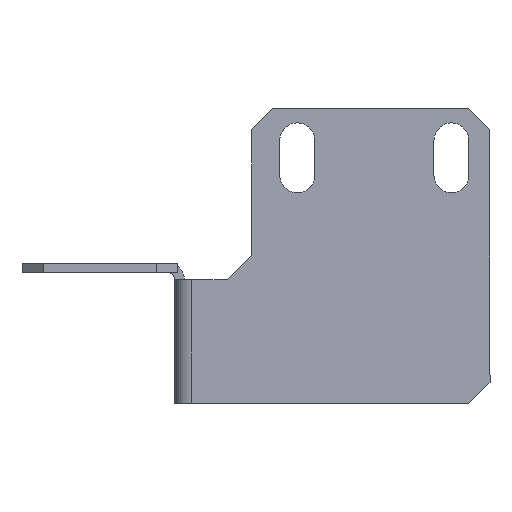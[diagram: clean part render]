
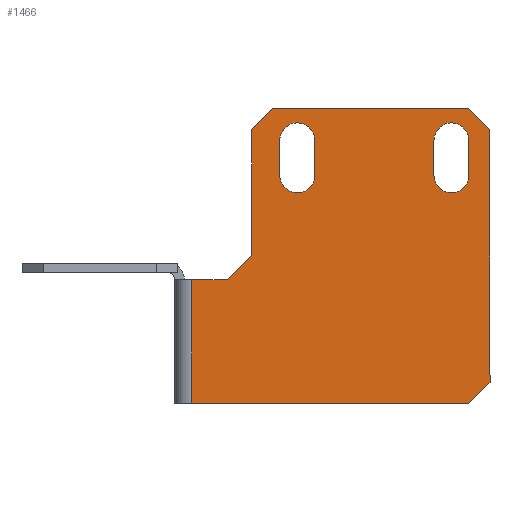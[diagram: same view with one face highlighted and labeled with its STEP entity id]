
A CAD part, front view. The second image highlights one B-rep face of the part: STEP entity #1466.
In plain terms, the highlighted planar face has unit normal (0, -1, 0).
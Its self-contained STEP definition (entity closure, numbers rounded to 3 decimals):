
#16 = ORIENTED_EDGE ( 'NONE', *, *, #183, .T. ) ;
#22 = DIRECTION ( 'NONE',  ( 0., 1., 0. ) ) ;
#34 = CIRCLE ( 'NONE', #92, 2.5 ) ;
#60 = EDGE_CURVE ( 'NONE', #1641, #323, #1235, .T. ) ;
#66 = CARTESIAN_POINT ( 'NONE',  ( 39.3, 7.6, 17.5 ) ) ;
#71 = ORIENTED_EDGE ( 'NONE', *, *, #769, .T. ) ;
#81 = EDGE_CURVE ( 'NONE', #139, #105, #1560, .T. ) ;
#92 = AXIS2_PLACEMENT_3D ( 'NONE', #1791, #519, #1819 ) ;
#105 = VERTEX_POINT ( 'NONE', #131 ) ;
#131 = CARTESIAN_POINT ( 'NONE',  ( 63.8, 7.6, 17.5 ) ) ;
#139 = VERTEX_POINT ( 'NONE', #1564 ) ;
#140 = DIRECTION ( 'NONE',  ( -1., 0., 0. ) ) ;
#142 = AXIS2_PLACEMENT_3D ( 'NONE', #706, #22, #1148 ) ;
#148 = DIRECTION ( 'NONE',  ( -1., 0., 0. ) ) ;
#150 = ORIENTED_EDGE ( 'NONE', *, *, #542, .T. ) ;
#154 = CARTESIAN_POINT ( 'NONE',  ( 58.8, 7.6, 0. ) ) ;
#172 = VECTOR ( 'NONE', #1359, 1000. ) ;
#180 = FACE_BOUND ( 'NONE', #550, .T. ) ;
#183 = EDGE_CURVE ( 'NONE', #1657, #139, #1425, .T. ) ;
#220 = VERTEX_POINT ( 'NONE', #460 ) ;
#221 = LINE ( 'NONE', #923, #172 ) ;
#232 = VECTOR ( 'NONE', #1175, 1000. ) ;
#257 = EDGE_LOOP ( 'NONE', ( #477, #893, #916, #1392, #786, #1092, #1114, #71, #1766, #739 ) ) ;
#294 = CARTESIAN_POINT ( 'NONE',  ( 63.8, 7.6, 0. ) ) ;
#297 = ORIENTED_EDGE ( 'NONE', *, *, #1368, .T. ) ;
#298 = CIRCLE ( 'NONE', #689, 2.5 ) ;
#302 = CARTESIAN_POINT ( 'NONE',  ( 29.3, 7.6, -2.4 ) ) ;
#314 = ORIENTED_EDGE ( 'NONE', *, *, #1415, .T. ) ;
#322 = VECTOR ( 'NONE', #1455, 1000. ) ;
#323 = VERTEX_POINT ( 'NONE', #1333 ) ;
#325 = DIRECTION ( 'NONE',  ( -1., 0., 0. ) ) ;
#342 = ORIENTED_EDGE ( 'NONE', *, *, #81, .T. ) ;
#343 = CARTESIAN_POINT ( 'NONE',  ( 66.8, 7.6, 19. ) ) ;
#344 = CARTESIAN_POINT ( 'NONE',  ( 0., 7.6, 0. ) ) ;
#377 = CARTESIAN_POINT ( 'NONE',  ( 63.8, 7.6, 12.5 ) ) ;
#401 = CARTESIAN_POINT ( 'NONE',  ( 32.8, 7.6, 19. ) ) ;
#433 = CARTESIAN_POINT ( 'NONE',  ( 24.2, 7.6, -20. ) ) ;
#442 = VECTOR ( 'NONE', #148, 1000. ) ;
#447 = DIRECTION ( 'NONE',  ( -1., 0., 0. ) ) ;
#448 = VECTOR ( 'NONE', #539, 1000. ) ;
#449 = VERTEX_POINT ( 'NONE', #501 ) ;
#460 = CARTESIAN_POINT ( 'NONE',  ( 63.8, 7.6, -20. ) ) ;
#465 = PLANE ( 'NONE',  #1451 ) ;
#477 = ORIENTED_EDGE ( 'NONE', *, *, #1321, .T. ) ;
#501 = CARTESIAN_POINT ( 'NONE',  ( 32.8, 7.6, 1.1 ) ) ;
#519 = DIRECTION ( 'NONE',  ( 0., 1., 0. ) ) ;
#539 = DIRECTION ( 'NONE',  ( -0.707, 0., -0.707 ) ) ;
#542 = EDGE_CURVE ( 'NONE', #105, #823, #848, .T. ) ;
#550 = EDGE_LOOP ( 'NONE', ( #1787, #632, #297, #1808 ) ) ;
#559 = VECTOR ( 'NONE', #932, 1000. ) ;
#564 = EDGE_CURVE ( 'NONE', #1283, #1365, #1405, .T. ) ;
#570 = LINE ( 'NONE', #1674, #442 ) ;
#576 = EDGE_CURVE ( 'NONE', #1283, #220, #690, .T. ) ;
#581 = CARTESIAN_POINT ( 'NONE',  ( 58.8, 7.6, 12.5 ) ) ;
#599 = DIRECTION ( 'NONE',  ( 0., 0., 1. ) ) ;
#609 = CARTESIAN_POINT ( 'NONE',  ( 24.2, 7.6, -2.4 ) ) ;
#632 = ORIENTED_EDGE ( 'NONE', *, *, #1156, .T. ) ;
#638 = CARTESIAN_POINT ( 'NONE',  ( 66.8, 7.6, 0. ) ) ;
#647 = EDGE_LOOP ( 'NONE', ( #150, #314, #16, #342 ) ) ;
#667 = EDGE_CURVE ( 'NONE', #1150, #1641, #1441, .T. ) ;
#679 = VERTEX_POINT ( 'NONE', #302 ) ;
#683 = VECTOR ( 'NONE', #1618, 1000. ) ;
#689 = AXIS2_PLACEMENT_3D ( 'NONE', #1028, #1606, #447 ) ;
#690 = LINE ( 'NONE', #699, #1298 ) ;
#695 = CARTESIAN_POINT ( 'NONE',  ( 0., 7.6, 22. ) ) ;
#699 = CARTESIAN_POINT ( 'NONE',  ( 0., 7.6, -20. ) ) ;
#706 = CARTESIAN_POINT ( 'NONE',  ( 61.3, 7.6, 17.5 ) ) ;
#721 = CARTESIAN_POINT ( 'NONE',  ( 24.2, 7.6, 22. ) ) ;
#728 = VERTEX_POINT ( 'NONE', #1430 ) ;
#739 = ORIENTED_EDGE ( 'NONE', *, *, #846, .T. ) ;
#741 = DIRECTION ( 'NONE',  ( -1., 0., 0. ) ) ;
#745 = EDGE_CURVE ( 'NONE', #1299, #1203, #895, .T. ) ;
#769 = EDGE_CURVE ( 'NONE', #220, #1038, #1658, .T. ) ;
#786 = ORIENTED_EDGE ( 'NONE', *, *, #1288, .T. ) ;
#787 = EDGE_CURVE ( 'NONE', #1203, #449, #221, .T. ) ;
#823 = VERTEX_POINT ( 'NONE', #377 ) ;
#831 = CARTESIAN_POINT ( 'NONE',  ( 41.8, 7.6, 0. ) ) ;
#838 = VECTOR ( 'NONE', #599, 1000. ) ;
#846 = EDGE_CURVE ( 'NONE', #1100, #1240, #1633, .T. ) ;
#848 = LINE ( 'NONE', #294, #1654 ) ;
#872 = DIRECTION ( 'NONE',  ( 0., 1., 0. ) ) ;
#882 = DIRECTION ( 'NONE',  ( 0., 1., 0. ) ) ;
#893 = ORIENTED_EDGE ( 'NONE', *, *, #745, .T. ) ;
#895 = LINE ( 'NONE', #1310, #232 ) ;
#916 = ORIENTED_EDGE ( 'NONE', *, *, #787, .T. ) ;
#923 = CARTESIAN_POINT ( 'NONE',  ( 32.8, 7.6, -2.4 ) ) ;
#932 = DIRECTION ( 'NONE',  ( -0.707, 0., 0.707 ) ) ;
#971 = DIRECTION ( 'NONE',  ( 1., 0., 0. ) ) ;
#978 = DIRECTION ( 'NONE',  ( 0., 0., 1. ) ) ;
#979 = VECTOR ( 'NONE', #978, 1000. ) ;
#1003 = DIRECTION ( 'NONE',  ( 0., 0., -1. ) ) ;
#1028 = CARTESIAN_POINT ( 'NONE',  ( 61.3, 7.6, 12.5 ) ) ;
#1035 = CARTESIAN_POINT ( 'NONE',  ( 66.8, 7.6, -17. ) ) ;
#1038 = VERTEX_POINT ( 'NONE', #1035 ) ;
#1063 = VECTOR ( 'NONE', #1540, 1000. ) ;
#1069 = CARTESIAN_POINT ( 'NONE',  ( 66.8, 7.6, -17. ) ) ;
#1082 = EDGE_CURVE ( 'NONE', #1038, #1100, #1484, .T. ) ;
#1092 = ORIENTED_EDGE ( 'NONE', *, *, #564, .F. ) ;
#1100 = VERTEX_POINT ( 'NONE', #343 ) ;
#1114 = ORIENTED_EDGE ( 'NONE', *, *, #576, .T. ) ;
#1148 = DIRECTION ( 'NONE',  ( -1., 0., 0. ) ) ;
#1150 = VERTEX_POINT ( 'NONE', #1229 ) ;
#1156 = EDGE_CURVE ( 'NONE', #323, #728, #34, .T. ) ;
#1168 = CARTESIAN_POINT ( 'NONE',  ( 15.85, 7.6, -15.85 ) ) ;
#1175 = DIRECTION ( 'NONE',  ( -0.707, 0., -0.707 ) ) ;
#1186 = VECTOR ( 'NONE', #140, 1000. ) ;
#1203 = VERTEX_POINT ( 'NONE', #401 ) ;
#1229 = CARTESIAN_POINT ( 'NONE',  ( 36.8, 7.6, 17.5 ) ) ;
#1235 = LINE ( 'NONE', #831, #1323 ) ;
#1240 = VERTEX_POINT ( 'NONE', #1692 ) ;
#1242 = AXIS2_PLACEMENT_3D ( 'NONE', #66, #872, #741 ) ;
#1283 = VERTEX_POINT ( 'NONE', #433 ) ;
#1288 = EDGE_CURVE ( 'NONE', #679, #1365, #570, .T. ) ;
#1298 = VECTOR ( 'NONE', #971, 1000. ) ;
#1299 = VERTEX_POINT ( 'NONE', #1828 ) ;
#1310 = CARTESIAN_POINT ( 'NONE',  ( 32.8, 7.6, 19. ) ) ;
#1321 = EDGE_CURVE ( 'NONE', #1240, #1299, #1701, .T. ) ;
#1323 = VECTOR ( 'NONE', #1388, 1000. ) ;
#1333 = CARTESIAN_POINT ( 'NONE',  ( 41.8, 7.6, 12.5 ) ) ;
#1359 = DIRECTION ( 'NONE',  ( 0., 0., -1. ) ) ;
#1365 = VERTEX_POINT ( 'NONE', #609 ) ;
#1368 = EDGE_CURVE ( 'NONE', #728, #1150, #1717, .T. ) ;
#1388 = DIRECTION ( 'NONE',  ( 0., 0., -1. ) ) ;
#1392 = ORIENTED_EDGE ( 'NONE', *, *, #1723, .T. ) ;
#1405 = LINE ( 'NONE', #721, #979 ) ;
#1415 = EDGE_CURVE ( 'NONE', #823, #1657, #298, .T. ) ;
#1425 = LINE ( 'NONE', #154, #1063 ) ;
#1430 = CARTESIAN_POINT ( 'NONE',  ( 36.8, 7.6, 12.5 ) ) ;
#1441 = CIRCLE ( 'NONE', #1242, 2.5 ) ;
#1444 = FACE_BOUND ( 'NONE', #647, .T. ) ;
#1451 = AXIS2_PLACEMENT_3D ( 'NONE', #344, #882, #325 ) ;
#1455 = DIRECTION ( 'NONE',  ( 0., 0., 1. ) ) ;
#1466 = ADVANCED_FACE ( 'NONE', ( #1444, #180, #1616 ), #465, .F. ) ;
#1484 = LINE ( 'NONE', #638, #322 ) ;
#1540 = DIRECTION ( 'NONE',  ( 0., 0., 1. ) ) ;
#1560 = CIRCLE ( 'NONE', #142, 2.5 ) ;
#1564 = CARTESIAN_POINT ( 'NONE',  ( 58.8, 7.6, 17.5 ) ) ;
#1587 = CARTESIAN_POINT ( 'NONE',  ( 36.8, 7.6, 0. ) ) ;
#1606 = DIRECTION ( 'NONE',  ( 0., 1., 0. ) ) ;
#1616 = FACE_OUTER_BOUND ( 'NONE', #257, .T. ) ;
#1618 = DIRECTION ( 'NONE',  ( 0.707, 0., 0.707 ) ) ;
#1633 = LINE ( 'NONE', #1650, #559 ) ;
#1641 = VERTEX_POINT ( 'NONE', #1809 ) ;
#1650 = CARTESIAN_POINT ( 'NONE',  ( 63.8, 7.6, 22. ) ) ;
#1654 = VECTOR ( 'NONE', #1003, 1000. ) ;
#1657 = VERTEX_POINT ( 'NONE', #581 ) ;
#1658 = LINE ( 'NONE', #1069, #683 ) ;
#1674 = CARTESIAN_POINT ( 'NONE',  ( 24.2, 7.6, -2.4 ) ) ;
#1681 = LINE ( 'NONE', #1168, #448 ) ;
#1692 = CARTESIAN_POINT ( 'NONE',  ( 63.8, 7.6, 22. ) ) ;
#1701 = LINE ( 'NONE', #695, #1186 ) ;
#1717 = LINE ( 'NONE', #1587, #838 ) ;
#1723 = EDGE_CURVE ( 'NONE', #449, #679, #1681, .T. ) ;
#1766 = ORIENTED_EDGE ( 'NONE', *, *, #1082, .T. ) ;
#1787 = ORIENTED_EDGE ( 'NONE', *, *, #60, .T. ) ;
#1791 = CARTESIAN_POINT ( 'NONE',  ( 39.3, 7.6, 12.5 ) ) ;
#1808 = ORIENTED_EDGE ( 'NONE', *, *, #667, .T. ) ;
#1809 = CARTESIAN_POINT ( 'NONE',  ( 41.8, 7.6, 17.5 ) ) ;
#1819 = DIRECTION ( 'NONE',  ( -1., 0., 0. ) ) ;
#1828 = CARTESIAN_POINT ( 'NONE',  ( 35.8, 7.6, 22. ) ) ;
